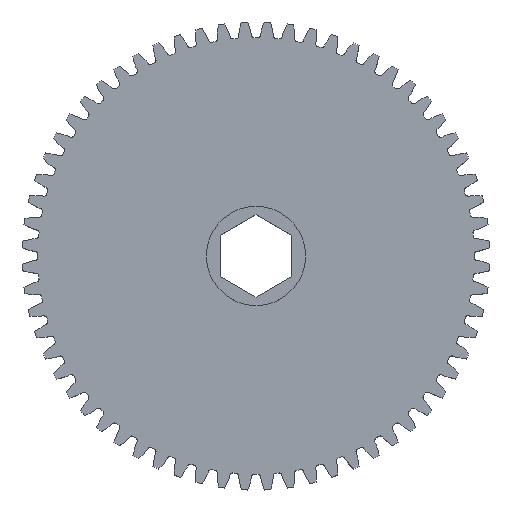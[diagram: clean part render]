
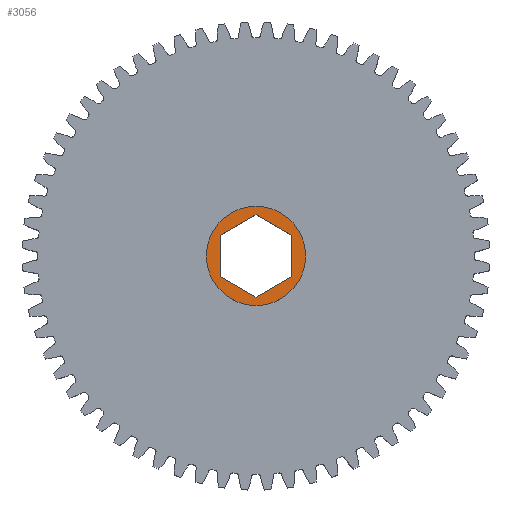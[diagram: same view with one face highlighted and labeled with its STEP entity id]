
A CAD part, top view. The second image highlights one B-rep face of the part: STEP entity #3056.
In plain terms, the highlighted planar face has unit normal (0, 0, 1).
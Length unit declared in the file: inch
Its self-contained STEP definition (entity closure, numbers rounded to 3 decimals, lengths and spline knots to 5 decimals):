
#143 = VERTEX_POINT ( 'NONE', #21750 ) ;
#186 = DIRECTION ( 'NONE',  ( 0., 0., 1. ) ) ;
#486 = EDGE_CURVE ( 'NONE', #8034, #7657, #18494, .T. ) ;
#625 = LINE ( 'NONE', #6803, #19632 ) ;
#1439 = CARTESIAN_POINT ( 'NONE',  ( 0., 0.29041, 0.249 ) ) ;
#1934 = CARTESIAN_POINT ( 'NONE',  ( 0., 0., 0.249 ) ) ;
#1959 = CARTESIAN_POINT ( 'NONE',  ( -0.2515, 0.1452, 0.249 ) ) ;
#2034 = CARTESIAN_POINT ( 'NONE',  ( 0., 0.29041, 0.249 ) ) ;
#2493 = EDGE_CURVE ( 'NONE', #7657, #143, #7269, .T. ) ;
#2593 = ORIENTED_EDGE ( 'NONE', *, *, #9768, .T. ) ;
#3056 = ADVANCED_FACE ( 'NONE', ( #20208, #10442 ), #18502, .T. ) ;
#3205 = CARTESIAN_POINT ( 'NONE',  ( -0.35, 0., 0.249 ) ) ;
#3275 = EDGE_CURVE ( 'NONE', #143, #10430, #625, .T. ) ;
#3298 = DIRECTION ( 'NONE',  ( 0.866, -0.5, 0. ) ) ;
#3933 = ORIENTED_EDGE ( 'NONE', *, *, #4038, .T. ) ;
#4038 = EDGE_CURVE ( 'NONE', #10430, #19979, #11861, .T. ) ;
#4190 = ORIENTED_EDGE ( 'NONE', *, *, #486, .T. ) ;
#4425 = LINE ( 'NONE', #9308, #14796 ) ;
#4434 = CARTESIAN_POINT ( 'NONE',  ( 0., 0., 0.249 ) ) ;
#4911 = CARTESIAN_POINT ( 'NONE',  ( 0., -0.29041, 0.249 ) ) ;
#5854 = ORIENTED_EDGE ( 'NONE', *, *, #15196, .T. ) ;
#6290 = DIRECTION ( 'NONE',  ( 1., 0., 0. ) ) ;
#6803 = CARTESIAN_POINT ( 'NONE',  ( 0.2515, -0.1452, 0.249 ) ) ;
#6963 = VECTOR ( 'NONE', #20975, 39.37008 ) ;
#7269 = LINE ( 'NONE', #23250, #8424 ) ;
#7530 = AXIS2_PLACEMENT_3D ( 'NONE', #11213, #186, #13048 ) ;
#7657 = VERTEX_POINT ( 'NONE', #19278 ) ;
#7754 = EDGE_CURVE ( 'NONE', #19979, #15462, #4425, .T. ) ;
#7826 = EDGE_LOOP ( 'NONE', ( #5854, #19652 ) ) ;
#8034 = VERTEX_POINT ( 'NONE', #2034 ) ;
#8077 = AXIS2_PLACEMENT_3D ( 'NONE', #4434, #17305, #6290 ) ;
#8424 = VECTOR ( 'NONE', #14094, 39.37008 ) ;
#8542 = VERTEX_POINT ( 'NONE', #17816 ) ;
#9308 = CARTESIAN_POINT ( 'NONE',  ( -0.2515, -0.1452, 0.249 ) ) ;
#9768 = EDGE_CURVE ( 'NONE', #15462, #8034, #13325, .T. ) ;
#10430 = VERTEX_POINT ( 'NONE', #4911 ) ;
#10442 = FACE_OUTER_BOUND ( 'NONE', #7826, .T. ) ;
#11204 = DIRECTION ( 'NONE',  ( 1., 0., 0. ) ) ;
#11213 = CARTESIAN_POINT ( 'NONE',  ( 0., 0., 0.249 ) ) ;
#11861 = LINE ( 'NONE', #20500, #6963 ) ;
#12529 = ORIENTED_EDGE ( 'NONE', *, *, #2493, .T. ) ;
#12984 = DIRECTION ( 'NONE',  ( 0.866, 0.5, 0. ) ) ;
#13048 = DIRECTION ( 'NONE',  ( 1., 0., 0. ) ) ;
#13325 = LINE ( 'NONE', #1959, #18221 ) ;
#13656 = CIRCLE ( 'NONE', #7530, 0.35 ) ;
#14094 = DIRECTION ( 'NONE',  ( 0., -1., 0. ) ) ;
#14183 = VECTOR ( 'NONE', #3298, 39.37008 ) ;
#14796 = VECTOR ( 'NONE', #22156, 39.37008 ) ;
#14799 = ORIENTED_EDGE ( 'NONE', *, *, #7754, .T. ) ;
#15196 = EDGE_CURVE ( 'NONE', #23440, #8542, #21909, .T. ) ;
#15462 = VERTEX_POINT ( 'NONE', #21054 ) ;
#17305 = DIRECTION ( 'NONE',  ( 0., 0., 1. ) ) ;
#17815 = DIRECTION ( 'NONE',  ( -0.866, -0.5, 0. ) ) ;
#17816 = CARTESIAN_POINT ( 'NONE',  ( 0.35, 0., 0.249 ) ) ;
#17907 = AXIS2_PLACEMENT_3D ( 'NONE', #1934, #22199, #11204 ) ;
#18221 = VECTOR ( 'NONE', #12984, 39.37008 ) ;
#18460 = ORIENTED_EDGE ( 'NONE', *, *, #3275, .T. ) ;
#18494 = LINE ( 'NONE', #1439, #14183 ) ;
#18502 = PLANE ( 'NONE',  #17907 ) ;
#19278 = CARTESIAN_POINT ( 'NONE',  ( 0.2515, 0.1452, 0.249 ) ) ;
#19632 = VECTOR ( 'NONE', #17815, 39.37008 ) ;
#19652 = ORIENTED_EDGE ( 'NONE', *, *, #23782, .T. ) ;
#19979 = VERTEX_POINT ( 'NONE', #20480 ) ;
#20208 = FACE_BOUND ( 'NONE', #23538, .T. ) ;
#20480 = CARTESIAN_POINT ( 'NONE',  ( -0.2515, -0.1452, 0.249 ) ) ;
#20500 = CARTESIAN_POINT ( 'NONE',  ( 0., -0.29041, 0.249 ) ) ;
#20975 = DIRECTION ( 'NONE',  ( -0.866, 0.5, 0. ) ) ;
#21054 = CARTESIAN_POINT ( 'NONE',  ( -0.2515, 0.1452, 0.249 ) ) ;
#21750 = CARTESIAN_POINT ( 'NONE',  ( 0.2515, -0.1452, 0.249 ) ) ;
#21909 = CIRCLE ( 'NONE', #8077, 0.35 ) ;
#22156 = DIRECTION ( 'NONE',  ( 0., 1., 0. ) ) ;
#22199 = DIRECTION ( 'NONE',  ( 0., 0., 1. ) ) ;
#23250 = CARTESIAN_POINT ( 'NONE',  ( 0.2515, 0.1452, 0.249 ) ) ;
#23440 = VERTEX_POINT ( 'NONE', #3205 ) ;
#23538 = EDGE_LOOP ( 'NONE', ( #14799, #2593, #4190, #12529, #18460, #3933 ) ) ;
#23782 = EDGE_CURVE ( 'NONE', #8542, #23440, #13656, .T. ) ;
